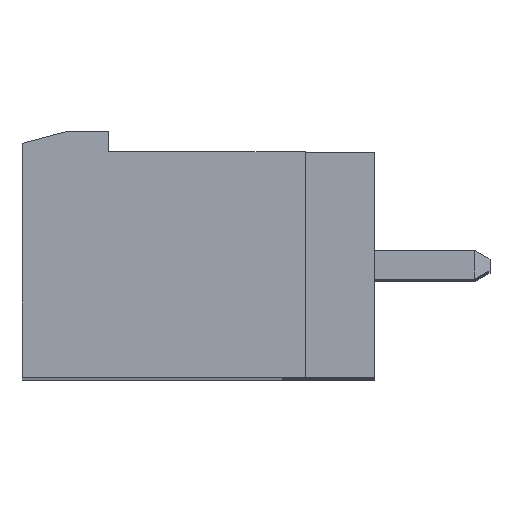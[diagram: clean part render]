
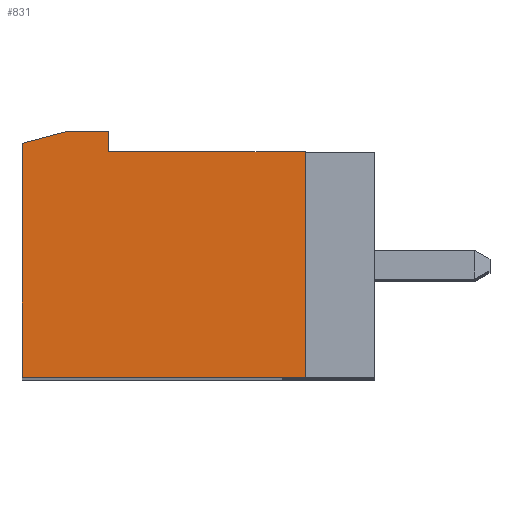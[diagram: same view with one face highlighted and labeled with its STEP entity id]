
A CAD part, top view. The second image highlights one B-rep face of the part: STEP entity #831.
In plain terms, the highlighted planar face has unit normal (0, 0, 1).
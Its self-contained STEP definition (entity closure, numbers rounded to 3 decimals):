
#831 = ADVANCED_FACE( '', ( #1925 ), #1926, .F. );
#1925 = FACE_OUTER_BOUND( '', #3275, .T. );
#1926 = PLANE( '', #3276 );
#3275 = EDGE_LOOP( '', ( #5777, #5778, #5779, #5780, #5781, #5782, #5783 ) );
#3276 = AXIS2_PLACEMENT_3D( '', #5784, #5785, #5786 );
#5777 = ORIENTED_EDGE( '', *, *, #8871, .F. );
#5778 = ORIENTED_EDGE( '', *, *, #8872, .F. );
#5779 = ORIENTED_EDGE( '', *, *, #8873, .F. );
#5780 = ORIENTED_EDGE( '', *, *, #8874, .F. );
#5781 = ORIENTED_EDGE( '', *, *, #8449, .F. );
#5782 = ORIENTED_EDGE( '', *, *, #8875, .F. );
#5783 = ORIENTED_EDGE( '', *, *, #8740, .F. );
#5784 = CARTESIAN_POINT( '', ( 197.225, 24.81, 46.72 ) );
#5785 = DIRECTION( '', ( 0., 0., -1. ) );
#5786 = DIRECTION( '', ( 0., -1., 0. ) );
#8449 = EDGE_CURVE( '', #10344, #10209, #10346, .T. );
#8740 = EDGE_CURVE( '', #10785, #10787, #10788, .T. );
#8871 = EDGE_CURVE( '', #10969, #10785, #10970, .T. );
#8872 = EDGE_CURVE( '', #10971, #10969, #10972, .T. );
#8873 = EDGE_CURVE( '', #10973, #10971, #10974, .T. );
#8874 = EDGE_CURVE( '', #10209, #10973, #10975, .T. );
#8875 = EDGE_CURVE( '', #10787, #10344, #10976, .T. );
#10209 = VERTEX_POINT( '', #12778 );
#10344 = VERTEX_POINT( '', #12987 );
#10346 = LINE( '', #12990, #12991 );
#10785 = VERTEX_POINT( '', #13644 );
#10787 = VERTEX_POINT( '', #13647 );
#10788 = LINE( '', #13648, #13649 );
#10969 = VERTEX_POINT( '', #13927 );
#10970 = LINE( '', #13928, #13929 );
#10971 = VERTEX_POINT( '', #13930 );
#10972 = LINE( '', #13931, #13932 );
#10973 = VERTEX_POINT( '', #13933 );
#10974 = LINE( '', #13934, #13935 );
#10975 = LINE( '', #13936, #13937 );
#10976 = LINE( '', #13938, #13939 );
#12778 = CARTESIAN_POINT( '', ( 194.425, 16.21, 46.72 ) );
#12987 = CARTESIAN_POINT( '', ( 204.225, 16.21, 46.72 ) );
#12990 = CARTESIAN_POINT( '', ( 194.225, 16.21, 46.72 ) );
#12991 = VECTOR( '', #15333, 1000. );
#13644 = CARTESIAN_POINT( '', ( 197.425, 24.01, 46.72 ) );
#13647 = CARTESIAN_POINT( '', ( 204.225, 24.01, 46.72 ) );
#13648 = CARTESIAN_POINT( '', ( 204.025, 24.01, 46.72 ) );
#13649 = VECTOR( '', #15609, 1000. );
#13927 = CARTESIAN_POINT( '', ( 197.425, 24.71, 46.72 ) );
#13928 = CARTESIAN_POINT( '', ( 197.425, 24.31, 46.72 ) );
#13929 = VECTOR( '', #15707, 1000. );
#13930 = CARTESIAN_POINT( '', ( 195.918, 24.71, 46.72 ) );
#13931 = CARTESIAN_POINT( '', ( 197.425, 24.71, 46.72 ) );
#13932 = VECTOR( '', #15708, 1000. );
#13933 = CARTESIAN_POINT( '', ( 194.425, 24.31, 46.72 ) );
#13934 = CARTESIAN_POINT( '', ( 195.918, 24.71, 46.72 ) );
#13935 = VECTOR( '', #15709, 1000. );
#13936 = CARTESIAN_POINT( '', ( 194.425, 24.41, 46.72 ) );
#13937 = VECTOR( '', #15710, 1000. );
#13938 = CARTESIAN_POINT( '', ( 204.225, 16.21, 46.72 ) );
#13939 = VECTOR( '', #15711, 1000. );
#15333 = DIRECTION( '', ( -1., 0., 0. ) );
#15609 = DIRECTION( '', ( 1., 0., 0. ) );
#15707 = DIRECTION( '', ( 0., -1., 0. ) );
#15708 = DIRECTION( '', ( 1., 0., 0. ) );
#15709 = DIRECTION( '', ( 0.966, 0.259, 0. ) );
#15710 = DIRECTION( '', ( 0., 1., 0. ) );
#15711 = DIRECTION( '', ( 0., -1., 0. ) );
